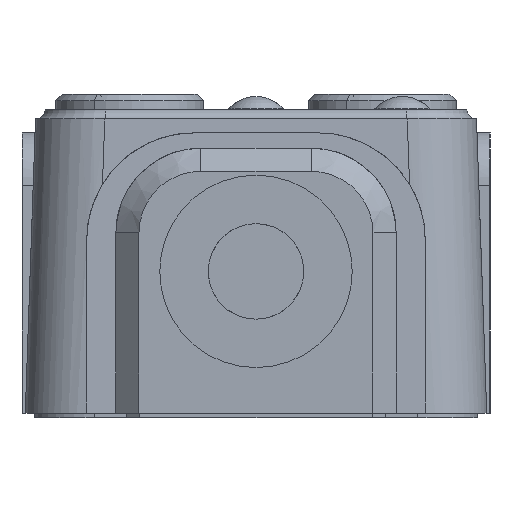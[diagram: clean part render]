
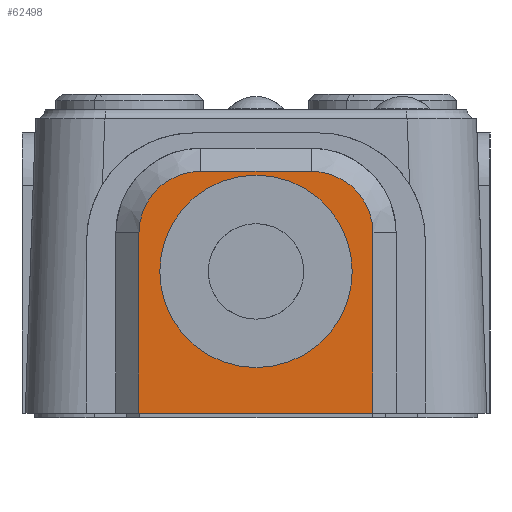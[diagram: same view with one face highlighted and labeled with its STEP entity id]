
A CAD part, left-side view. The second image highlights one B-rep face of the part: STEP entity #62498.
In plain terms, the highlighted planar face has unit normal (-1, 0, 0).
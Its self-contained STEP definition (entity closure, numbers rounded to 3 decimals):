
#6586=DIRECTION('',(0.,0.,1.));
#6587=VECTOR('',#6586,11.7);
#6588=CARTESIAN_POINT('',(-16.5,7.6,-19.7));
#6589=LINE('',#6588,#6587);
#6590=DIRECTION('',(0.,-1.,0.));
#6591=VECTOR('',#6590,15.2);
#6592=CARTESIAN_POINT('',(-16.5,7.6,-19.7));
#6593=LINE('',#6592,#6591);
#6594=CARTESIAN_POINT('',(-16.5,3.6,-8.));
#6595=DIRECTION('',(-1.,0.,0.));
#6596=DIRECTION('',(0.,0.,1.));
#6597=AXIS2_PLACEMENT_3D('',#6594,#6595,#6596);
#6599=CARTESIAN_POINT('',(-16.5,-3.6,-8.));
#6600=DIRECTION('',(-1.,0.,0.));
#6601=DIRECTION('',(0.,-1.,0.));
#6602=AXIS2_PLACEMENT_3D('',#6599,#6600,#6601);
#6604=CARTESIAN_POINT('',(-16.5,0.,-10.5));
#6605=DIRECTION('',(1.,0.,0.));
#6606=DIRECTION('',(0.,-1.,0.));
#6607=AXIS2_PLACEMENT_3D('',#6604,#6605,#6606);
#6609=CARTESIAN_POINT('',(-16.5,0.,-10.5));
#6610=DIRECTION('',(1.,0.,0.));
#6611=DIRECTION('',(0.,0.,1.));
#6612=AXIS2_PLACEMENT_3D('',#6609,#6610,#6611);
#6614=CARTESIAN_POINT('',(-16.5,0.,-10.5));
#6615=DIRECTION('',(1.,0.,0.));
#6616=DIRECTION('',(0.,0.,-1.));
#6617=AXIS2_PLACEMENT_3D('',#6614,#6615,#6616);
#6619=DIRECTION('',(0.,0.,-1.));
#6620=VECTOR('',#6619,11.7);
#6621=CARTESIAN_POINT('',(-16.5,-7.6,
-8.));
#6622=LINE('',#6621,#6620);
#6656=DIRECTION('',(0.,-1.,0.));
#6657=VECTOR('',#6656,7.2);
#6658=CARTESIAN_POINT('',(-16.5,3.6,
-4.));
#6659=LINE('',#6658,#6657);
#45289=CARTESIAN_POINT('',(-16.5,-7.6,-19.7));
#45290=VERTEX_POINT('',#45289);
#45291=CARTESIAN_POINT('',(-16.5,7.6,-19.7));
#45292=VERTEX_POINT('',#45291);
#45510=CARTESIAN_POINT('',(-16.5,-7.6,
-8.));
#45511=VERTEX_POINT('',#45510);
#45512=CARTESIAN_POINT('',(-16.5,-3.6,-4.));
#45513=VERTEX_POINT('',#45512);
#45514=CARTESIAN_POINT('',(-16.5,3.6,
-4.));
#45515=VERTEX_POINT('',#45514);
#45516=CARTESIAN_POINT('',(-16.5,7.6,-8.));
#45517=VERTEX_POINT('',#45516);
#52642=CARTESIAN_POINT('',(-16.5,0.,-16.75));
#52644=VERTEX_POINT('',#52642);
#52646=CARTESIAN_POINT('',(-16.5,0.,-4.25));
#52648=VERTEX_POINT('',#52646);
#52651=CARTESIAN_POINT('',(-16.5,-6.25,-10.5));
#52652=VERTEX_POINT('',#52651);
#62473=CARTESIAN_POINT('',(-16.5,-1.,-20.));
#62474=DIRECTION('',(-1.,0.,0.));
#62475=DIRECTION('',(0.,0.,-1.));
#62476=AXIS2_PLACEMENT_3D('',#62473,#62474,#62475);
#62477=PLANE('',#62476);
#62479=ORIENTED_EDGE('',*,*,#62478,.T.);
#62480=ORIENTED_EDGE('',*,*,#60233,.F.);
#62481=ORIENTED_EDGE('',*,*,#62464,.T.);
#62483=ORIENTED_EDGE('',*,*,#62482,.F.);
#62485=ORIENTED_EDGE('',*,*,#62484,.T.);
#62487=ORIENTED_EDGE('',*,*,#62486,.F.);
#62488=EDGE_LOOP('',(#62479,#62480,#62481,#62483,#62485,#62487));
#62489=FACE_OUTER_BOUND('',#62488,.F.);
#62491=ORIENTED_EDGE('',*,*,#62490,.F.);
#62493=ORIENTED_EDGE('',*,*,#62492,.F.);
#62495=ORIENTED_EDGE('',*,*,#62494,.F.);
#62496=EDGE_LOOP('',(#62491,#62493,#62495));
#62497=FACE_BOUND('',#62496,.F.);
#62498=ADVANCED_FACE('',(#62489,#62497),#62477,.T.);
#6598=CIRCLE('',#6597,4.);
#6603=CIRCLE('',#6602,4.);
#6608=CIRCLE('',#6607,6.25);
#6613=CIRCLE('',#6612,6.25);
#6618=CIRCLE('',#6617,6.25);
#60233=EDGE_CURVE('',#45292,#45290,#6593,.T.);
#62464=EDGE_CURVE('',#45292,#45517,#6589,.T.);
#62478=EDGE_CURVE('',#45511,#45290,#6622,.T.);
#62482=EDGE_CURVE('',#45515,#45517,#6598,.T.);
#62484=EDGE_CURVE('',#45515,#45513,#6659,.T.);
#62486=EDGE_CURVE('',#45511,#45513,#6603,.T.);
#62490=EDGE_CURVE('',#52652,#52644,#6608,.T.);
#62492=EDGE_CURVE('',#52648,#52652,#6613,.T.);
#62494=EDGE_CURVE('',#52644,#52648,#6618,.T.);
